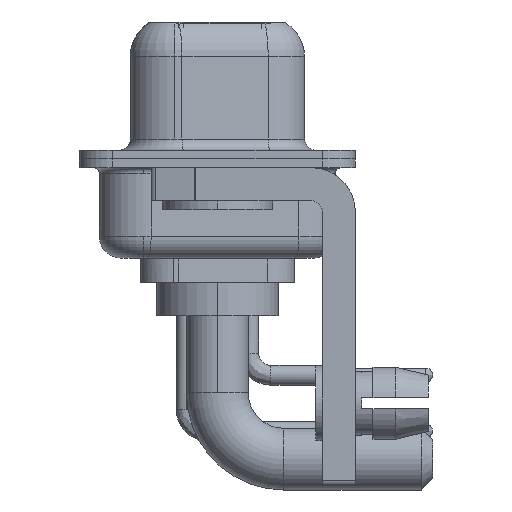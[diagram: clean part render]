
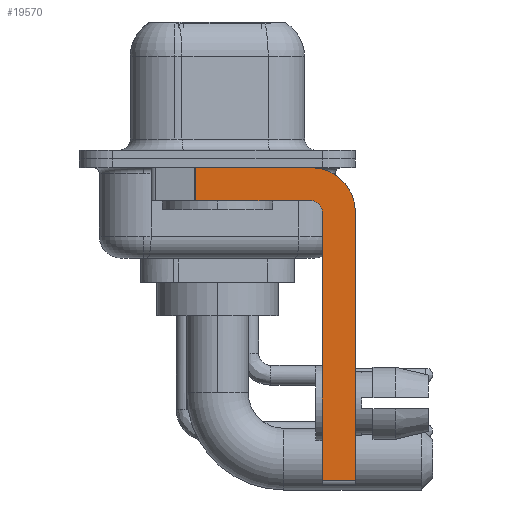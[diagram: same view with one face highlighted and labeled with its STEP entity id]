
A CAD part, left-side view. The second image highlights one B-rep face of the part: STEP entity #19570.
In plain terms, the highlighted planar face has unit normal (-1, 0, 0).
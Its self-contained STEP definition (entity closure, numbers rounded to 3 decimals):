
#133 = EDGE_CURVE ( 'NONE', #14805, #634, #19656, .T. ) ;
#168 = LINE ( 'NONE', #14072, #9891 ) ;
#634 = VERTEX_POINT ( 'NONE', #2438 ) ;
#664 = ORIENTED_EDGE ( 'NONE', *, *, #9560, .F. ) ;
#1790 = VERTEX_POINT ( 'NONE', #14703 ) ;
#1914 = DIRECTION ( 'NONE',  ( 0., 0., 1. ) ) ;
#2438 = CARTESIAN_POINT ( 'NONE',  ( -2.9, -4.25, -1.9 ) ) ;
#2639 = VERTEX_POINT ( 'NONE', #17941 ) ;
#2798 = LINE ( 'NONE', #11700, #17644 ) ;
#2860 = EDGE_LOOP ( 'NONE', ( #10186, #5824, #15403, #16153, #6461, #9354, #664, #17815 ) ) ;
#3016 = EDGE_CURVE ( 'NONE', #2639, #3032, #19424, .T. ) ;
#3031 = FACE_OUTER_BOUND ( 'NONE', #2860, .T. ) ;
#3032 = VERTEX_POINT ( 'NONE', #3650 ) ;
#3521 = CARTESIAN_POINT ( 'NONE',  ( -2.9, -4.75, -14.8 ) ) ;
#3650 = CARTESIAN_POINT ( 'NONE',  ( -2.9, -6.25, -14.55 ) ) ;
#4846 = CARTESIAN_POINT ( 'NONE',  ( -2.9, -4.25, -2.4 ) ) ;
#5100 = CARTESIAN_POINT ( 'NONE',  ( -2.9, -4.25, -2.4 ) ) ;
#5611 = AXIS2_PLACEMENT_3D ( 'NONE', #4846, #10095, #15121 ) ;
#5686 = AXIS2_PLACEMENT_3D ( 'NONE', #7926, #18205, #9978 ) ;
#5824 = ORIENTED_EDGE ( 'NONE', *, *, #19599, .T. ) ;
#6289 = DIRECTION ( 'NONE',  ( 0., 0., -1. ) ) ;
#6461 = ORIENTED_EDGE ( 'NONE', *, *, #12491, .F. ) ;
#7740 = VECTOR ( 'NONE', #6289, 1000. ) ;
#7926 = CARTESIAN_POINT ( 'NONE',  ( -2.9, -4.25, -2.4 ) ) ;
#8443 = LINE ( 'NONE', #3521, #18970 ) ;
#8623 = VERTEX_POINT ( 'NONE', #16277 ) ;
#8624 = CARTESIAN_POINT ( 'NONE',  ( -2.9, 3., -0.4 ) ) ;
#8679 = CARTESIAN_POINT ( 'NONE',  ( -2.9, -4.25, -14.55 ) ) ;
#8804 = EDGE_CURVE ( 'NONE', #17128, #1790, #13518, .T. ) ;
#8890 = VERTEX_POINT ( 'NONE', #19485 ) ;
#8940 = EDGE_CURVE ( 'NONE', #634, #8890, #168, .T. ) ;
#9354 = ORIENTED_EDGE ( 'NONE', *, *, #3016, .T. ) ;
#9560 = EDGE_CURVE ( 'NONE', #8623, #3032, #19907, .T. ) ;
#9891 = VECTOR ( 'NONE', #19368, 1000. ) ;
#9978 = DIRECTION ( 'NONE',  ( 0., 0., -1. ) ) ;
#10095 = DIRECTION ( 'NONE',  ( 1., 0., 0. ) ) ;
#10186 = ORIENTED_EDGE ( 'NONE', *, *, #8804, .F. ) ;
#10493 = DIRECTION ( 'NONE',  ( 0., -1., 0. ) ) ;
#10592 = DIRECTION ( 'NONE',  ( 0., 0., 1. ) ) ;
#11580 = PLANE ( 'NONE',  #5611 ) ;
#11610 = AXIS2_PLACEMENT_3D ( 'NONE', #5100, #12057, #1914 ) ;
#11700 = CARTESIAN_POINT ( 'NONE',  ( -2.9, 0.978, -1.9 ) ) ;
#12057 = DIRECTION ( 'NONE',  ( -1., 0., 0. ) ) ;
#12491 = EDGE_CURVE ( 'NONE', #2639, #14805, #8443, .T. ) ;
#13518 = LINE ( 'NONE', #8624, #20120 ) ;
#13697 = CIRCLE ( 'NONE', #5686, 2. ) ;
#14072 = CARTESIAN_POINT ( 'NONE',  ( -2.9, -4.25, -1.9 ) ) ;
#14703 = CARTESIAN_POINT ( 'NONE',  ( -2.9, -4.25, -0.4 ) ) ;
#14805 = VERTEX_POINT ( 'NONE', #19018 ) ;
#15121 = DIRECTION ( 'NONE',  ( 0., 0., -1. ) ) ;
#15403 = ORIENTED_EDGE ( 'NONE', *, *, #8940, .F. ) ;
#15560 = VECTOR ( 'NONE', #10493, 1000. ) ;
#16153 = ORIENTED_EDGE ( 'NONE', *, *, #133, .F. ) ;
#16277 = CARTESIAN_POINT ( 'NONE',  ( -2.9, -6.25, -2.4 ) ) ;
#17128 = VERTEX_POINT ( 'NONE', #17231 ) ;
#17231 = CARTESIAN_POINT ( 'NONE',  ( -2.9, 0.978, -0.4 ) ) ;
#17644 = VECTOR ( 'NONE', #20641, 1000. ) ;
#17815 = ORIENTED_EDGE ( 'NONE', *, *, #21660, .F. ) ;
#17941 = CARTESIAN_POINT ( 'NONE',  ( -2.9, -4.75, -14.55 ) ) ;
#18205 = DIRECTION ( 'NONE',  ( 1., 0., 0. ) ) ;
#18970 = VECTOR ( 'NONE', #10592, 1000. ) ;
#19018 = CARTESIAN_POINT ( 'NONE',  ( -2.9, -4.75, -2.4 ) ) ;
#19368 = DIRECTION ( 'NONE',  ( 0., 1., 0. ) ) ;
#19424 = LINE ( 'NONE', #8679, #15560 ) ;
#19485 = CARTESIAN_POINT ( 'NONE',  ( -2.9, 0.978, -1.9 ) ) ;
#19570 = ADVANCED_FACE ( 'NONE', ( #3031 ), #11580, .F. ) ;
#19599 = EDGE_CURVE ( 'NONE', #17128, #8890, #2798, .T. ) ;
#19656 = CIRCLE ( 'NONE', #11610, 0.5 ) ;
#19907 = LINE ( 'NONE', #22431, #7740 ) ;
#20120 = VECTOR ( 'NONE', #20414, 1000. ) ;
#20414 = DIRECTION ( 'NONE',  ( 0., -1., 0. ) ) ;
#20641 = DIRECTION ( 'NONE',  ( 0., 0., -1. ) ) ;
#21660 = EDGE_CURVE ( 'NONE', #1790, #8623, #13697, .T. ) ;
#22431 = CARTESIAN_POINT ( 'NONE',  ( -2.9, -6.25, -2.4 ) ) ;
